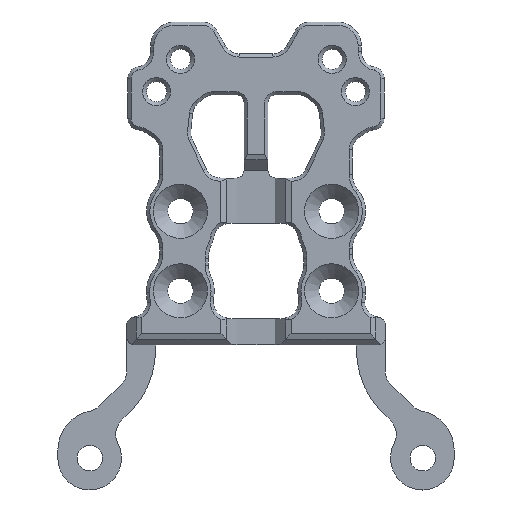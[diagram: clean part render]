
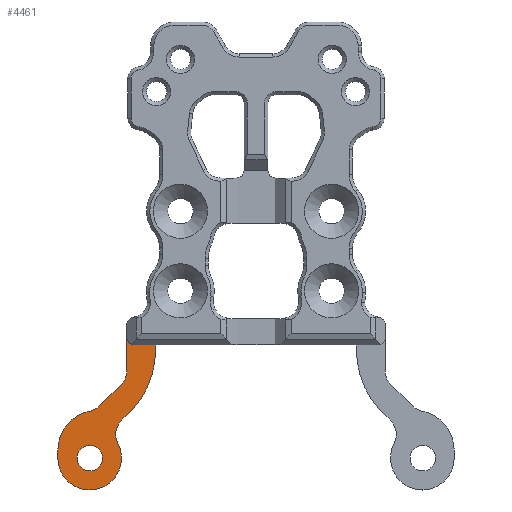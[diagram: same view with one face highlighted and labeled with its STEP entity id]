
A CAD part, front view. The second image highlights one B-rep face of the part: STEP entity #4461.
In plain terms, the highlighted planar face has unit normal (0, -1, 0).
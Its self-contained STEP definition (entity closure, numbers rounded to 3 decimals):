
#160=FACE_BOUND('',#745,.T.);
#244=PLANE('',#4951);
#475=FACE_OUTER_BOUND('',#744,.T.);
#744=EDGE_LOOP('',(#3984,#3985,#3986,#3987,#3988,#3989,#3990,#3991,#3992,
#3993,#3994,#3995));
#745=EDGE_LOOP('',(#3996));
#1115=LINE('',#7598,#1502);
#1133=LINE('',#7651,#1520);
#1134=LINE('',#7657,#1521);
#1135=LINE('',#7664,#1522);
#1136=LINE('',#7665,#1523);
#1502=VECTOR('',#6196,10.);
#1520=VECTOR('',#6250,10.);
#1521=VECTOR('',#6255,10.);
#1522=VECTOR('',#6262,10.);
#1523=VECTOR('',#6263,10.);
#1759=CIRCLE('',#4939,1.6);
#1762=CIRCLE('',#4944,1.);
#1765=CIRCLE('',#4952,2.);
#1766=CIRCLE('',#4953,2.);
#1767=CIRCLE('',#4954,5.);
#1768=CIRCLE('',#4955,4.);
#1769=CIRCLE('',#4956,2.5);
#1770=CIRCLE('',#4957,11.3);
#2151=VERTEX_POINT('',#7595);
#2152=VERTEX_POINT('',#7597);
#2158=VERTEX_POINT('',#7615);
#2161=VERTEX_POINT('',#7625);
#2167=VERTEX_POINT('',#7647);
#2168=VERTEX_POINT('',#7648);
#2169=VERTEX_POINT('',#7650);
#2170=VERTEX_POINT('',#7652);
#2171=VERTEX_POINT('',#7654);
#2172=VERTEX_POINT('',#7656);
#2173=VERTEX_POINT('',#7658);
#2174=VERTEX_POINT('',#7660);
#2175=VERTEX_POINT('',#7662);
#2770=EDGE_CURVE('',#2152,#2151,#1115,.T.);
#2781=EDGE_CURVE('',#2158,#2158,#1759,.T.);
#2786=EDGE_CURVE('',#2151,#2161,#1762,.T.);
#2796=EDGE_CURVE('',#2167,#2168,#1765,.T.);
#2797=EDGE_CURVE('',#2169,#2167,#1133,.T.);
#2798=EDGE_CURVE('',#2170,#2169,#1766,.T.);
#2799=EDGE_CURVE('',#2171,#2170,#1767,.T.);
#2800=EDGE_CURVE('',#2172,#2171,#1134,.T.);
#2801=EDGE_CURVE('',#2173,#2172,#1768,.T.);
#2802=EDGE_CURVE('',#2174,#2173,#1769,.T.);
#2803=EDGE_CURVE('',#2175,#2174,#1770,.T.);
#2804=EDGE_CURVE('',#2152,#2175,#1135,.T.);
#2805=EDGE_CURVE('',#2168,#2161,#1136,.T.);
#3984=ORIENTED_EDGE('',*,*,#2796,.F.);
#3985=ORIENTED_EDGE('',*,*,#2797,.F.);
#3986=ORIENTED_EDGE('',*,*,#2798,.F.);
#3987=ORIENTED_EDGE('',*,*,#2799,.F.);
#3988=ORIENTED_EDGE('',*,*,#2800,.F.);
#3989=ORIENTED_EDGE('',*,*,#2801,.F.);
#3990=ORIENTED_EDGE('',*,*,#2802,.F.);
#3991=ORIENTED_EDGE('',*,*,#2803,.F.);
#3992=ORIENTED_EDGE('',*,*,#2804,.F.);
#3993=ORIENTED_EDGE('',*,*,#2770,.T.);
#3994=ORIENTED_EDGE('',*,*,#2786,.T.);
#3995=ORIENTED_EDGE('',*,*,#2805,.F.);
#3996=ORIENTED_EDGE('',*,*,#2781,.T.);
#4461=ADVANCED_FACE('',(#475,#160),#244,.F.);
#4939=AXIS2_PLACEMENT_3D('',#7617,#6213,#6214);
#4944=AXIS2_PLACEMENT_3D('',#7627,#6225,#6226);
#4951=AXIS2_PLACEMENT_3D('',#7646,#6246,#6247);
#4952=AXIS2_PLACEMENT_3D('',#7649,#6248,#6249);
#4953=AXIS2_PLACEMENT_3D('',#7653,#6251,#6252);
#4954=AXIS2_PLACEMENT_3D('',#7655,#6253,#6254);
#4955=AXIS2_PLACEMENT_3D('',#7659,#6256,#6257);
#4956=AXIS2_PLACEMENT_3D('',#7661,#6258,#6259);
#4957=AXIS2_PLACEMENT_3D('',#7663,#6260,#6261);
#6196=DIRECTION('',(-1.,0.,0.));
#6213=DIRECTION('center_axis',(0.,1.,0.));
#6214=DIRECTION('ref_axis',(0.,0.,
1.));
#6225=DIRECTION('center_axis',(0.,1.,0.));
#6226=DIRECTION('ref_axis',(-0.707,0.,-0.707));
#6246=DIRECTION('center_axis',(0.,1.,0.));
#6247=DIRECTION('ref_axis',(0.,0.,1.));
#6248=DIRECTION('center_axis',(0.,-1.,0.));
#6249=DIRECTION('ref_axis',(0.,0.,
-1.));
#6250=DIRECTION('',(0.704,0.,0.71));
#6251=DIRECTION('center_axis',(0.,-1.,0.));
#6252=DIRECTION('ref_axis',(0.,0.,
1.));
#6253=DIRECTION('center_axis',(0.,1.,0.));
#6254=DIRECTION('ref_axis',(0.,0.,
1.));
#6255=DIRECTION('',(0.,0.,1.));
#6256=DIRECTION('center_axis',(0.,1.,0.));
#6257=DIRECTION('ref_axis',(0.,0.,
-1.));
#6258=DIRECTION('center_axis',(0.,-1.,0.));
#6259=DIRECTION('ref_axis',(0.,0.,
1.));
#6260=DIRECTION('center_axis',(0.,1.,0.));
#6261=DIRECTION('ref_axis',(0.,0.,
1.));
#6262=DIRECTION('',(0.,0.,-1.));
#6263=DIRECTION('',(0.,0.,1.));
#7595=CARTESIAN_POINT('',(-15.781,-17.546,-15.326));
#7597=CARTESIAN_POINT('',(-13.15,-17.546,-15.326));
#7598=CARTESIAN_POINT('',(-8.161,-17.546,-15.326));
#7615=CARTESIAN_POINT('',(-21.413,-17.546,-31.146));
#7617=CARTESIAN_POINT('Origin',(-21.413,-17.546,-29.546));
#7625=CARTESIAN_POINT('',(-16.781,-17.546,-14.326));
#7627=CARTESIAN_POINT('Origin',(-15.781,-17.546,-14.326));
#7646=CARTESIAN_POINT('Origin',(-0.54,-17.546,-23.938));
#7647=CARTESIAN_POINT('',(-17.361,-17.546,-20.111));
#7648=CARTESIAN_POINT('',(-16.781,-17.546,-18.703));
#7649=CARTESIAN_POINT('Origin',(-18.781,-17.546,-18.703));
#7650=CARTESIAN_POINT('',(-20.291,-17.546,-23.066));
#7651=CARTESIAN_POINT('',(-13.929,-17.546,-16.65));
#7652=CARTESIAN_POINT('',(-21.348,-17.546,-23.625));
#7653=CARTESIAN_POINT('Origin',(-21.711,-17.546,-21.658));
#7654=CARTESIAN_POINT('',(-25.439,-17.546,-28.541));
#7655=CARTESIAN_POINT('Origin',(-20.439,-17.546,-28.541));
#7656=CARTESIAN_POINT('',(-25.439,-17.546,-29.551));
#7657=CARTESIAN_POINT('',(-25.439,-17.546,-26.745));
#7658=CARTESIAN_POINT('',(-17.891,-17.546,-27.703));
#7659=CARTESIAN_POINT('Origin',(-21.439,-17.546,-29.551));
#7660=CARTESIAN_POINT('',(-17.264,-17.546,-24.62));
#7661=CARTESIAN_POINT('Origin',(-15.674,-17.546,-26.549));
#7662=CARTESIAN_POINT('',(-13.15,-17.546,-15.899));
#7663=CARTESIAN_POINT('Origin',(-24.45,-17.546,-15.899));
#7664=CARTESIAN_POINT('',(-13.15,-17.546,-23.132));
#7665=CARTESIAN_POINT('',(-16.781,-17.546,-17.897));
